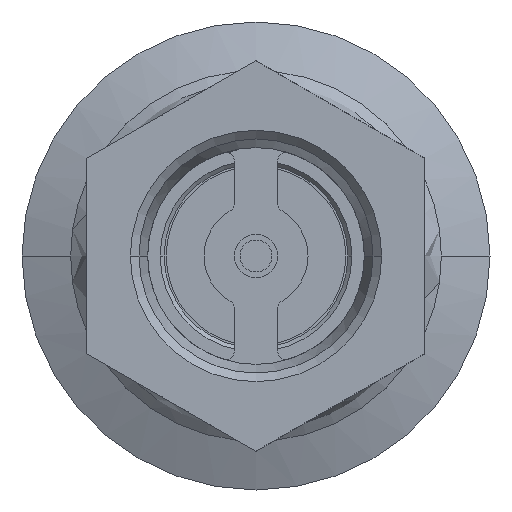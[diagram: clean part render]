
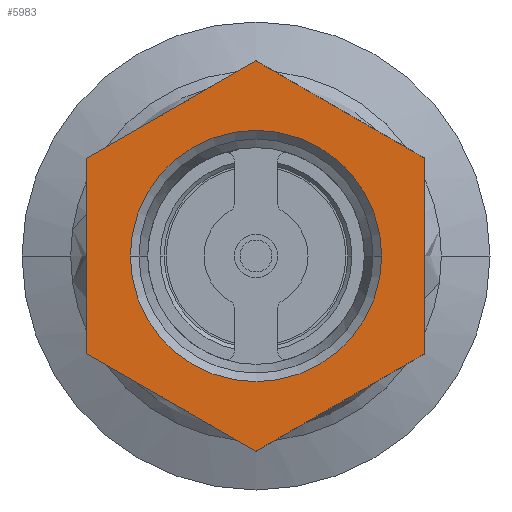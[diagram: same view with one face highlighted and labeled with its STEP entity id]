
A CAD part, left-side view. The second image highlights one B-rep face of the part: STEP entity #5983.
In plain terms, the highlighted planar face has unit normal (-1, 0, 0).
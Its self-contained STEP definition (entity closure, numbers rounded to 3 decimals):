
#3920=DIRECTION('',(0.,-0.866,0.5));
#3921=VECTOR('',#3920,22.517);
#3922=CARTESIAN_POINT('',(4039.044,318.942,-64.375));
#3923=LINE('',#3922,#3921);
#3924=DIRECTION('',(0.,-0.866,-0.5));
#3925=VECTOR('',#3924,22.517);
#3926=CARTESIAN_POINT('',(4039.044,338.442,-53.116));
#3927=LINE('',#3926,#3925);
#3928=DIRECTION('',(0.,0.866,-0.5));
#3929=VECTOR('',#3928,22.517);
#3930=CARTESIAN_POINT('',(4039.044,318.942,-19.341));
#3931=LINE('',#3930,#3929);
#3932=DIRECTION('',(0.,0.866,0.5));
#3933=VECTOR('',#3932,22.517);
#3934=CARTESIAN_POINT('',(4039.044,299.442,-30.6));
#3935=LINE('',#3934,#3933);
#3936=CARTESIAN_POINT('',(4039.044,318.942,-41.858));
#3937=DIRECTION('',(1.,0.,0.));
#3938=DIRECTION('',(0.,1.,0.));
#3939=AXIS2_PLACEMENT_3D('',#3936,#3937,#3938);
#3941=CARTESIAN_POINT('',(4039.044,318.942,-41.858));
#3942=DIRECTION('',(1.,0.,0.));
#3943=DIRECTION('',(0.,-1.,0.));
#3944=AXIS2_PLACEMENT_3D('',#3941,#3942,#3943);
#3960=DIRECTION('',(0.,0.,-1.));
#3961=VECTOR('',#3960,22.517);
#3962=CARTESIAN_POINT('',(4039.044,299.442,-30.6));
#3963=LINE('',#3962,#3961);
#4069=DIRECTION('',(0.,0.,1.));
#4070=VECTOR('',#4069,22.517);
#4071=CARTESIAN_POINT('',(4039.044,338.442,-53.116));
#4072=LINE('',#4071,#4070);
#5086=CARTESIAN_POINT('',(4039.044,338.442,-53.116));
#5088=VERTEX_POINT('',#5086);
#5093=CARTESIAN_POINT('',(4039.044,318.942,-64.375));
#5095=VERTEX_POINT('',#5093);
#5099=CARTESIAN_POINT('',(4039.044,338.442,-30.6));
#5100=VERTEX_POINT('',#5099);
#5119=CARTESIAN_POINT('',(4039.044,299.442,-53.116));
#5121=VERTEX_POINT('',#5119);
#5136=CARTESIAN_POINT('',(4039.044,299.442,-30.6));
#5138=VERTEX_POINT('',#5136);
#5142=CARTESIAN_POINT('',(4039.044,318.942,-19.341));
#5143=VERTEX_POINT('',#5142);
#5277=CARTESIAN_POINT('',(4039.044,333.442,-41.858));
#5279=VERTEX_POINT('',#5277);
#5281=CARTESIAN_POINT('',(4039.044,304.442,-41.858));
#5283=VERTEX_POINT('',#5281);
#5959=CARTESIAN_POINT('',(4039.044,335.942,-41.858));
#5960=DIRECTION('',(-1.,0.,0.));
#5961=DIRECTION('',(0.,0.,1.));
#5962=AXIS2_PLACEMENT_3D('',#5959,#5960,#5961);
#5963=PLANE('',#5962);
#5965=ORIENTED_EDGE('',*,*,#5964,.T.);
#5967=ORIENTED_EDGE('',*,*,#5966,.F.);
#5969=ORIENTED_EDGE('',*,*,#5968,.F.);
#5971=ORIENTED_EDGE('',*,*,#5970,.T.);
#5973=ORIENTED_EDGE('',*,*,#5972,.F.);
#5975=ORIENTED_EDGE('',*,*,#5974,.F.);
#5976=EDGE_LOOP('',(#5965,#5967,#5969,#5971,#5973,#5975));
#5977=FACE_OUTER_BOUND('',#5976,.F.);
#5978=ORIENTED_EDGE('',*,*,#5949,.F.);
#5980=ORIENTED_EDGE('',*,*,#5979,.F.);
#5981=EDGE_LOOP('',(#5978,#5980));
#5982=FACE_BOUND('',#5981,.F.);
#3940=CIRCLE('',#3939,14.5);
#3945=CIRCLE('',#3944,14.5);
#5949=EDGE_CURVE('',#5279,#5283,#3940,.T.);
#5964=EDGE_CURVE('',#5138,#5121,#3963,.T.);
#5966=EDGE_CURVE('',#5095,#5121,#3923,.T.);
#5968=EDGE_CURVE('',#5088,#5095,#3927,.T.);
#5970=EDGE_CURVE('',#5088,#5100,#4072,.T.);
#5972=EDGE_CURVE('',#5143,#5100,#3931,.T.);
#5974=EDGE_CURVE('',#5138,#5143,#3935,.T.);
#5979=EDGE_CURVE('',#5283,#5279,#3945,.T.);
#5983=ADVANCED_FACE('',(#5977,#5982),#5963,.T.);
